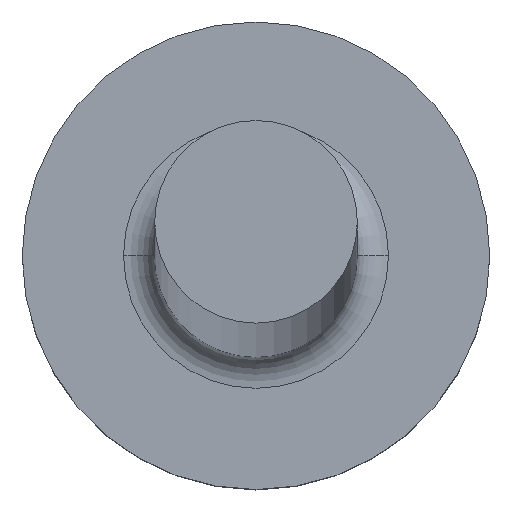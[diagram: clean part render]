
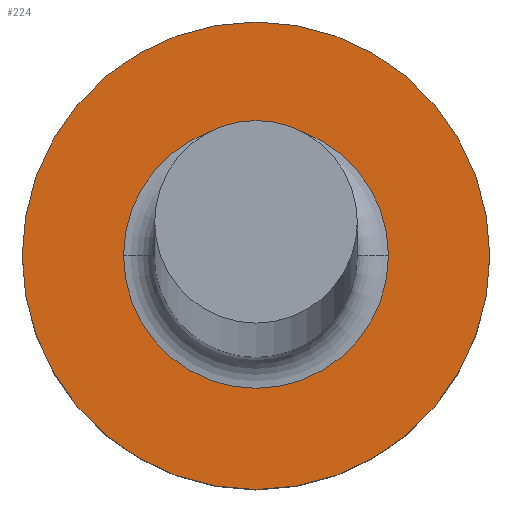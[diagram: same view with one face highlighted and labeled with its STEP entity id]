
A CAD part, top view. The second image highlights one B-rep face of the part: STEP entity #224.
In plain terms, the highlighted planar face has unit normal (0, 0, 1).
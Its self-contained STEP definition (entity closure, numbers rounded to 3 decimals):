
#16 = EDGE_CURVE ( 'NONE', #217, #169, #103, .T. ) ;
#26 = EDGE_LOOP ( 'NONE', ( #80, #99 ) ) ;
#28 = EDGE_CURVE ( 'NONE', #169, #217, #167, .T. ) ;
#30 = AXIS2_PLACEMENT_3D ( 'NONE', #112, #157, #84 ) ;
#36 = EDGE_CURVE ( 'NONE', #142, #124, #225, .T. ) ;
#39 = DIRECTION ( 'NONE',  ( 1., 0., 0. ) ) ;
#42 = AXIS2_PLACEMENT_3D ( 'NONE', #209, #67, #182 ) ;
#62 = CARTESIAN_POINT ( 'NONE',  ( 0., 0., 1.5 ) ) ;
#65 = CARTESIAN_POINT ( 'NONE',  ( -0.85, 0., 1.5 ) ) ;
#67 = DIRECTION ( 'NONE',  ( 0., 0., 1. ) ) ;
#73 = EDGE_LOOP ( 'NONE', ( #192, #110 ) ) ;
#80 = ORIENTED_EDGE ( 'NONE', *, *, #28, .T. ) ;
#84 = DIRECTION ( 'NONE',  ( 1., 0., 0. ) ) ;
#89 = DIRECTION ( 'NONE',  ( 0., 0., 1. ) ) ;
#99 = ORIENTED_EDGE ( 'NONE', *, *, #16, .T. ) ;
#103 = CIRCLE ( 'NONE', #289, 0.85 ) ;
#107 = CARTESIAN_POINT ( 'NONE',  ( 0., 0., 1.5 ) ) ;
#110 = ORIENTED_EDGE ( 'NONE', *, *, #36, .T. ) ;
#112 = CARTESIAN_POINT ( 'NONE',  ( 0., 0., 1.5 ) ) ;
#116 = AXIS2_PLACEMENT_3D ( 'NONE', #231, #89, #39 ) ;
#117 = PLANE ( 'NONE',  #116 ) ;
#124 = VERTEX_POINT ( 'NONE', #206 ) ;
#134 = DIRECTION ( 'NONE',  ( 0., 0., -1. ) ) ;
#136 = FACE_OUTER_BOUND ( 'NONE', #73, .T. ) ;
#138 = FACE_BOUND ( 'NONE', #26, .T. ) ;
#142 = VERTEX_POINT ( 'NONE', #234 ) ;
#153 = DIRECTION ( 'NONE',  ( 1., 0., 0. ) ) ;
#157 = DIRECTION ( 'NONE',  ( 0., 0., 1. ) ) ;
#167 = CIRCLE ( 'NONE', #306, 0.85 ) ;
#169 = VERTEX_POINT ( 'NONE', #301 ) ;
#182 = DIRECTION ( 'NONE',  ( 1., 0., 0. ) ) ;
#192 = ORIENTED_EDGE ( 'NONE', *, *, #197, .T. ) ;
#197 = EDGE_CURVE ( 'NONE', #124, #142, #251, .T. ) ;
#202 = DIRECTION ( 'NONE',  ( 0., 0., -1. ) ) ;
#206 = CARTESIAN_POINT ( 'NONE',  ( -1.5, 0., 1.5 ) ) ;
#209 = CARTESIAN_POINT ( 'NONE',  ( 0., 0., 1.5 ) ) ;
#217 = VERTEX_POINT ( 'NONE', #65 ) ;
#224 = ADVANCED_FACE ( 'NONE', ( #138, #136 ), #117, .T. ) ;
#225 = CIRCLE ( 'NONE', #30, 1.5 ) ;
#231 = CARTESIAN_POINT ( 'NONE',  ( 0., 0., 1.5 ) ) ;
#234 = CARTESIAN_POINT ( 'NONE',  ( 1.5, 0., 1.5 ) ) ;
#251 = CIRCLE ( 'NONE', #42, 1.5 ) ;
#275 = DIRECTION ( 'NONE',  ( 1., 0., 0. ) ) ;
#289 = AXIS2_PLACEMENT_3D ( 'NONE', #107, #202, #153 ) ;
#301 = CARTESIAN_POINT ( 'NONE',  ( 0.85, 0., 1.5 ) ) ;
#306 = AXIS2_PLACEMENT_3D ( 'NONE', #62, #134, #275 ) ;
